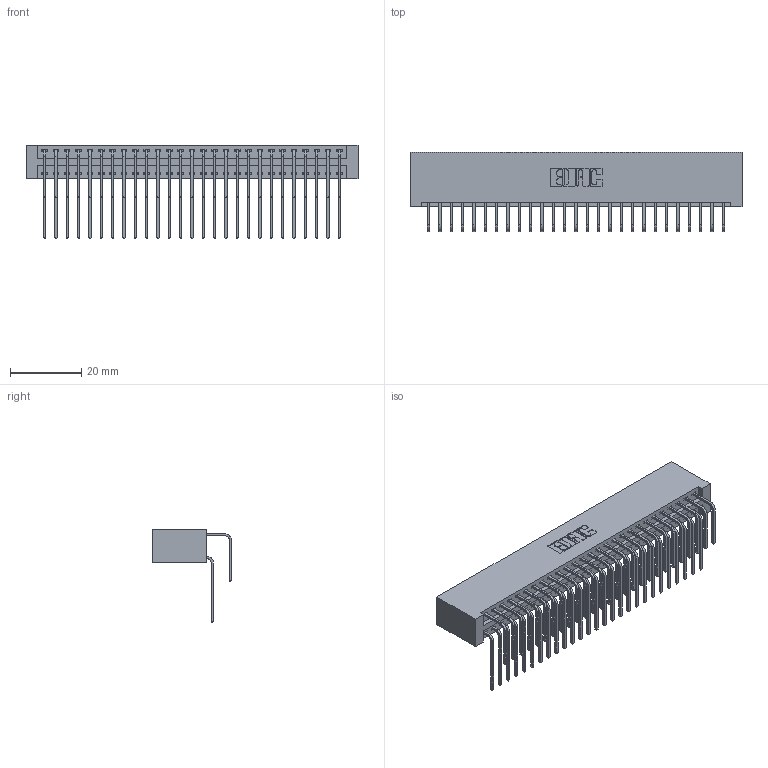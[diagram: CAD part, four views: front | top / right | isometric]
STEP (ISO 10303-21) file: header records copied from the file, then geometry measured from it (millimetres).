
FILE_DESCRIPTION (( 'STEP AP203' ), '1' );
FILE_NAME ('396-054-558-201.STEP', '2019-11-03T08:57:39', ( '' ), ( '' ), 'SwSTEP 2.0', 'SolidWorks 2016', '' );
FILE_SCHEMA (( 'CONFIG_CONTROL_DESIGN' ));
Length unit declared in the file: inch
Products named in the file (4): 346 Part_No Mounting Lugs; 345-292-001_558 559 Tail - 1; 345-292-001_558 Tail - 2; 396-054-558-201
Assembly tree (55 placements, depth 2):
  396-054-558-201
    346 Part_No Mounting Lugs
    345-292-001_558 559 Tail - 1  x27
    345-292-001_558 Tail - 2  x27
Bounding box: 92.96 x 22.16 x 26.16 mm (x, y, z)
Volume: 9833.4 mm3; surface area: 14938.6 mm2
Topology: 55 solids, 55 shells, 3030 faces, 8999 edges, 5926 vertices
Faces by surface type: plane 2070, cylinder 960
Entity records: 21147 total; most frequent: CARTESIAN_POINT 3555, ORIENTED_EDGE 3438, DIRECTION 3151, EDGE_CURVE 1719, VECTOR 1447, LINE 1447, VERTEX_POINT 1142, AXIS2_PLACEMENT_3D 852
